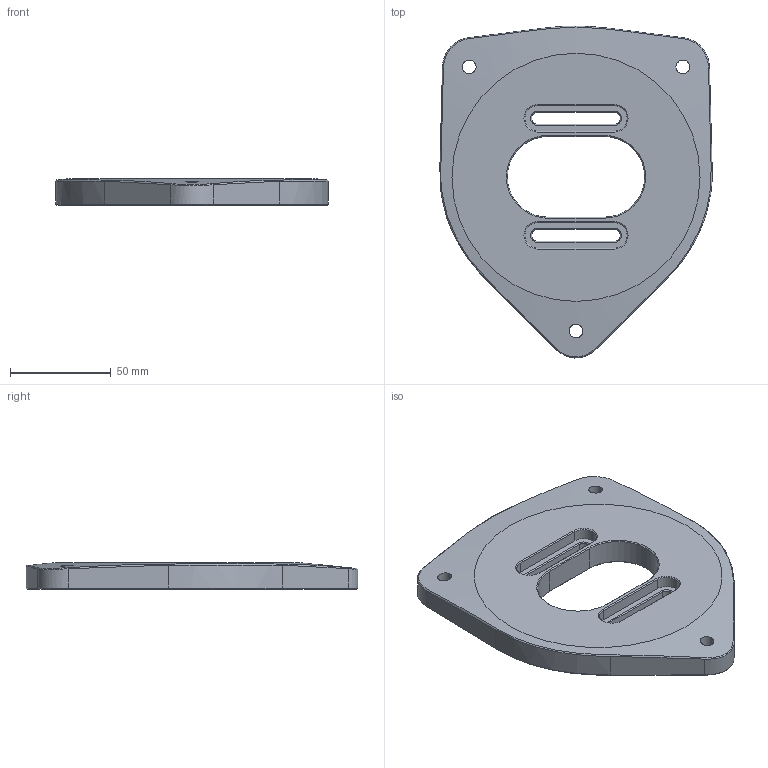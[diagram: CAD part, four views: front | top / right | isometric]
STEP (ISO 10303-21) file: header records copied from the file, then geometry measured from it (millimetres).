
FILE_DESCRIPTION(/* description */ (''),/* implementation_level */ '2;1');
FILE_NAME(/* name */ '2024-06-04 mocowanie amortyzatora megane v19.step',/* time_stamp */ '2024-07-12T11:26:34+02:00',/* author */ (''),/* organization */ (''),/* preprocessor_version */ 'ST-DEVELOPER v20',/* originating_system */ 'Autodesk Translation Framework v13.14.0.145',/* authorisation */ '');
FILE_SCHEMA (('AUTOMOTIVE_DESIGN { 1 0 10303 214 3 1 1 }'));
Length unit declared in the file: millimetre
Products named in the file (1): 2024-06-04 mocowanie amortyzatora megane
Bounding box: 135 x 164.55 x 13 mm (x, y, z)
Volume: 179659 mm3; surface area: 40099.7 mm2
Topology: 1 solids, 1 shells, 128 faces, 303 edges, 179 vertices
Faces by surface type: bspline 82, plane 42, cylinder 3, cone 1
Full cylindrical faces by diameter (mm): 6.779 x3
Entity records: 4967 total; most frequent: CARTESIAN_POINT 2533, ORIENTED_EDGE 606, EDGE_CURVE 303, DIRECTION 274, VERTEX_POINT 179, LINE 172, VECTOR 172, EDGE_LOOP 142
